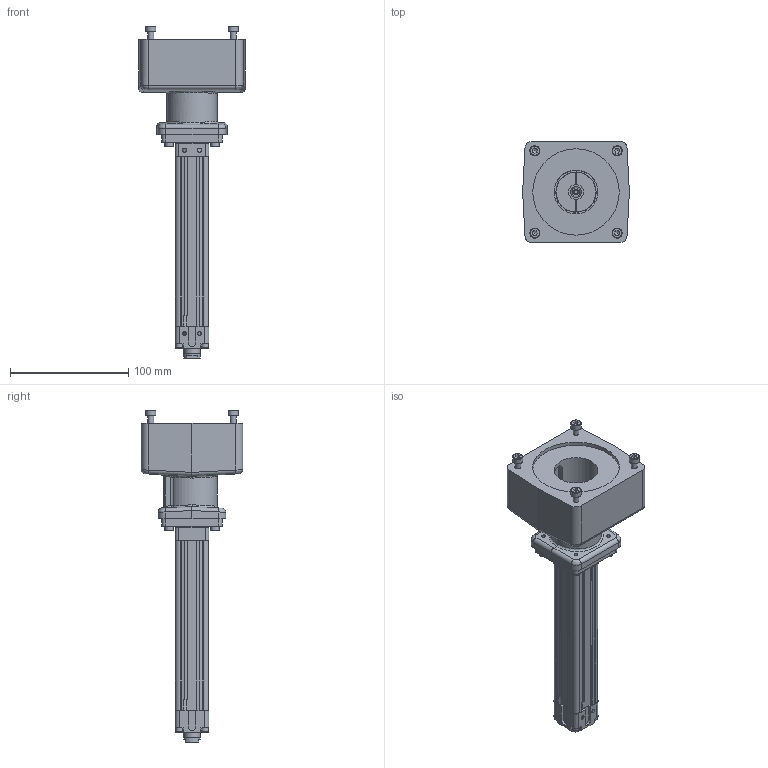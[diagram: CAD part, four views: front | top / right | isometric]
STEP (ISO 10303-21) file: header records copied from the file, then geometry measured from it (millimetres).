
FILE_DESCRIPTION (( 'STEP AP203' ), '1' );
FILE_NAME ('RS-486817-1.step', '2025-04-22T21:57:31', ( '' ), ( '' ), 'SwSTEP 2.0', 'SolidWorks 2024', '' );
FILE_SCHEMA (( 'CONFIG_CONTROL_DESIGN' ));
Length unit declared in the file: inch
Products named in the file (4): RS-486817-1; tempJoin0_11129809_RS-486817-1; Base_RS-486817-1; tempJoin2_45109053_RS-486817-1
Assembly tree (3 placements, depth 2):
  RS-486817-1
    tempJoin0_11129809_RS-486817-1
    tempJoin2_45109053_RS-486817-1
    Base_RS-486817-1
Bounding box: 90.22 x 85.72 x 280.74 mm (x, y, z)
Volume: 426047.6 mm3; surface area: 112193.6 mm2
Topology: 7 solids, 10 shells, 685 faces, 1652 edges, 1057 vertices
Faces by surface type: plane 377, cylinder 208, cone 42, bspline 34, torus 24
Full cylindrical faces by diameter (mm): 2.5 x5, 2.921 x4, 3.3 x10, 3.454 x2, 4 x5, 4.201 x4, 4.572 x1, 4.75 x1, 4.765 x2, 4.801 x2, 4.826 x4, 5 x4, 5.001 x4, 5.41 x1, 5.5 x4, 7 x9, 7.874 x4, 8.5 x4, 12.7 x1, 14.046 x1, 14.3 x2, 18.415 x1, 22.06 x1, 22.225 x2, 30.48 x1, 37.084 x1, 73.076 x1
Entity records: 21211 total; most frequent: CARTESIAN_POINT 5531, DIRECTION 3189, ORIENTED_EDGE 2968, EDGE_CURVE 1484, AXIS2_PLACEMENT_3D 1165, VERTEX_POINT 1015, EDGE_LOOP 905, VECTOR 859
